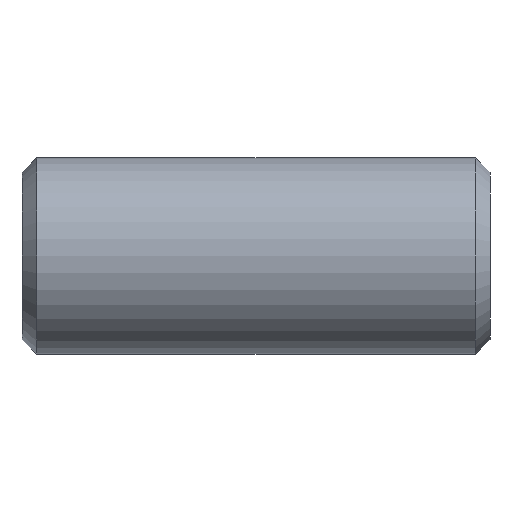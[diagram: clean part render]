
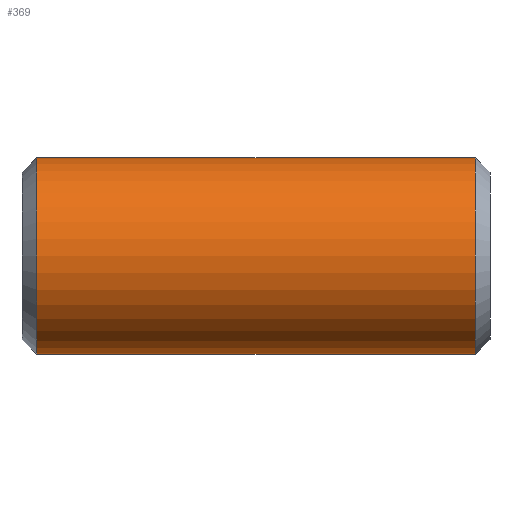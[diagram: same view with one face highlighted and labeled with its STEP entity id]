
A CAD part, front view. The second image highlights one B-rep face of the part: STEP entity #369.
In plain terms, the highlighted cylindrical face has radius 10.668 mm (diameter 21.336 mm), a partial arc.
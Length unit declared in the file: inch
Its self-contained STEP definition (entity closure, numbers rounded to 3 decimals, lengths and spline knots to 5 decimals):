
#4 = CARTESIAN_POINT ( 'NONE',  ( -0.93733, 0., 0. ) ) ;
#9 = CARTESIAN_POINT ( 'NONE',  ( 0.93733, 0., -0.42 ) ) ;
#11 = DIRECTION ( 'NONE',  ( 1., 0., 0. ) ) ;
#39 = ORIENTED_EDGE ( 'NONE', *, *, #412, .F. ) ;
#64 = CARTESIAN_POINT ( 'NONE',  ( 1., 0., -0.42 ) ) ;
#77 = VERTEX_POINT ( 'NONE', #9 ) ;
#86 = CARTESIAN_POINT ( 'NONE',  ( 1., 0., 0. ) ) ;
#111 = EDGE_CURVE ( 'NONE', #148, #237, #437, .T. ) ;
#125 = CARTESIAN_POINT ( 'NONE',  ( -0.93733, 0., 0.42 ) ) ;
#130 = CARTESIAN_POINT ( 'NONE',  ( 0.93733, 0., 0. ) ) ;
#136 = VERTEX_POINT ( 'NONE', #291 ) ;
#148 = VERTEX_POINT ( 'NONE', #325 ) ;
#233 = CIRCLE ( 'NONE', #611, 0.42 ) ;
#237 = VERTEX_POINT ( 'NONE', #125 ) ;
#241 = FACE_OUTER_BOUND ( 'NONE', #287, .T. ) ;
#244 = DIRECTION ( 'NONE',  ( -1., 0., 0. ) ) ;
#277 = DIRECTION ( 'NONE',  ( 0., 0., -1. ) ) ;
#285 = VECTOR ( 'NONE', #600, 39.37008 ) ;
#287 = EDGE_LOOP ( 'NONE', ( #39, #552, #535, #338 ) ) ;
#289 = EDGE_CURVE ( 'NONE', #237, #136, #621, .T. ) ;
#291 = CARTESIAN_POINT ( 'NONE',  ( -0.93733, 0., -0.42 ) ) ;
#292 = DIRECTION ( 'NONE',  ( -1., 0., 0. ) ) ;
#325 = CARTESIAN_POINT ( 'NONE',  ( 0.93733, 0., 0.42 ) ) ;
#338 = ORIENTED_EDGE ( 'NONE', *, *, #289, .T. ) ;
#369 = ADVANCED_FACE ( 'NONE', ( #241 ), #441, .T. ) ;
#379 = DIRECTION ( 'NONE',  ( -1., 0., 0. ) ) ;
#383 = DIRECTION ( 'NONE',  ( 0., 0., 1. ) ) ;
#393 = AXIS2_PLACEMENT_3D ( 'NONE', #4, #11, #383 ) ;
#404 = EDGE_CURVE ( 'NONE', #77, #148, #233, .T. ) ;
#412 = EDGE_CURVE ( 'NONE', #77, #136, #534, .T. ) ;
#437 = LINE ( 'NONE', #594, #625 ) ;
#441 = CYLINDRICAL_SURFACE ( 'NONE', #517, 0.42 ) ;
#447 = DIRECTION ( 'NONE',  ( 0., 0., 1. ) ) ;
#517 = AXIS2_PLACEMENT_3D ( 'NONE', #86, #244, #447 ) ;
#534 = LINE ( 'NONE', #64, #285 ) ;
#535 = ORIENTED_EDGE ( 'NONE', *, *, #111, .T. ) ;
#552 = ORIENTED_EDGE ( 'NONE', *, *, #404, .T. ) ;
#594 = CARTESIAN_POINT ( 'NONE',  ( 1., 0., 0.42 ) ) ;
#600 = DIRECTION ( 'NONE',  ( -1., 0., 0. ) ) ;
#611 = AXIS2_PLACEMENT_3D ( 'NONE', #130, #292, #277 ) ;
#621 = CIRCLE ( 'NONE', #393, 0.42 ) ;
#625 = VECTOR ( 'NONE', #379, 39.37008 ) ;
